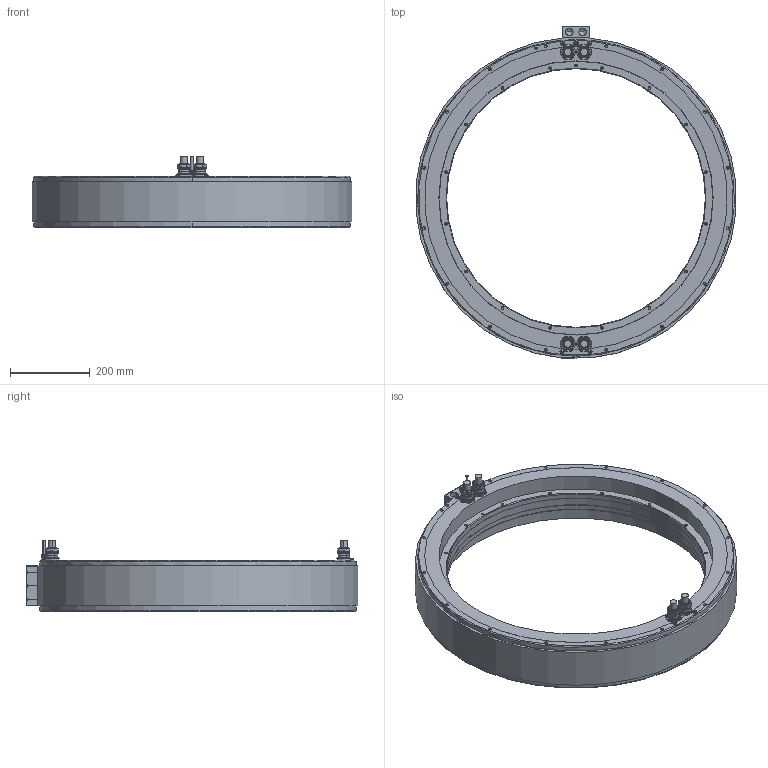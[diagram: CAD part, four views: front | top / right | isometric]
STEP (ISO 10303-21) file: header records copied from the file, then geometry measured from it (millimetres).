
FILE_DESCRIPTION((''),'2;1');
FILE_NAME('1219920-07_ASM','2018-10-24T',('CH5533'),(''),'PRO/ENGINEER BY PARAMETRIC TECHNOLOGY CORPORATION, 2014000','PRO/ENGINEER BY PARAMETRIC TECHNOLOGY CORPORATION, 2014000','');
FILE_SCHEMA(('CONFIG_CONTROL_DESIGN'));
Length unit declared in the file: millimetre
Products named in the file (3): PRT0001; PRT0002; 1219920-07_ASM
Assembly tree (2 placements, depth 2):
  1219920-07_ASM
    PRT0001
    PRT0002
Bounding box: 803.99 x 833.99 x 179.7 mm (x, y, z)
Volume: 19786939.2 mm3; surface area: 1270800.9 mm2
Topology: 2 solids, 35 shells, 1245 faces, 2962 edges, 1762 vertices
Faces by surface type: cylinder 510, cone 332, plane 321, torus 74, sphere 8
Entity records: 41254 total; most frequent: DIRECTION 6652, CARTESIAN_POINT 6591, ORIENTED_EDGE 5624, EDGE_CURVE 2812, AXIS2_PLACEMENT_3D 2736, VERTEX_POINT 1762, CIRCLE 1486, EDGE_LOOP 1440
